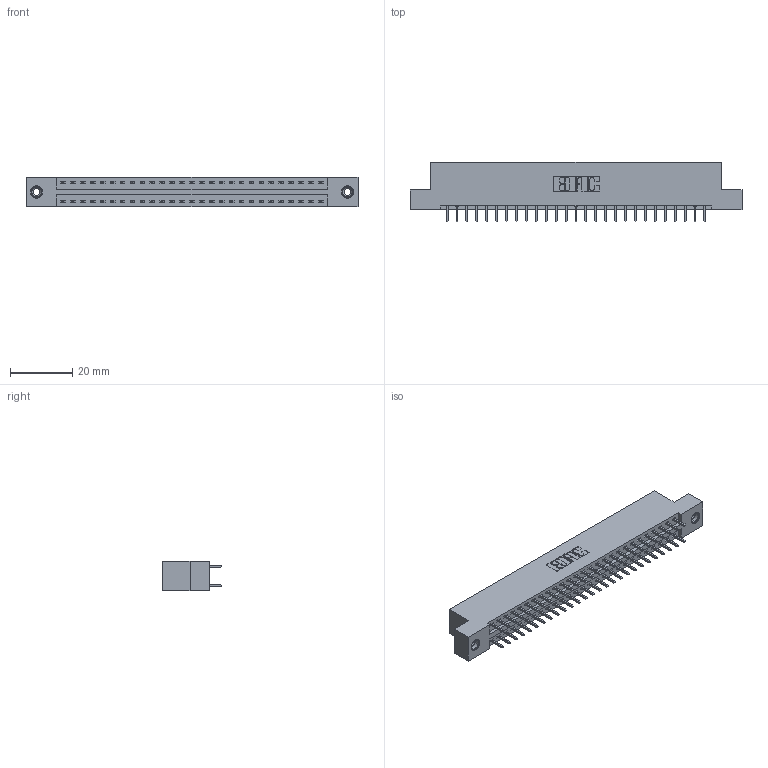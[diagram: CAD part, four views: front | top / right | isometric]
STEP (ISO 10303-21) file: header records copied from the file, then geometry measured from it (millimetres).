
FILE_DESCRIPTION (( 'STEP AP203' ), '1' );
FILE_NAME ('346-054-521-208.STEP', '2022-05-21T02:52:43', ( '' ), ( '' ), 'SwSTEP 2.0', 'SolidWorks 2020', '' );
FILE_SCHEMA (( 'CONFIG_CONTROL_DESIGN' ));
Length unit declared in the file: inch
Products named in the file (4): 345-250-001_345-250-003-102; 346 Part_Flush Mounting Lugs - 0.156 Dia-TI; 345-292-001_345-293-121; 346-054-521-208
Assembly tree (57 placements, depth 2):
  346-054-521-208
    346 Part_Flush Mounting Lugs - 0.156 Dia-TI
    345-292-001_345-293-121  x54
    345-250-001_345-250-003-102  x2
Bounding box: 106.3 x 19.05 x 9.4 mm (x, y, z)
Volume: 10220.4 mm3; surface area: 13684.5 mm2
Topology: 57 solids, 57 shells, 2990 faces, 8835 edges, 5810 vertices
Faces by surface type: plane 1998, cylinder 976, cone 12, torus 4
Entity records: 20844 total; most frequent: CARTESIAN_POINT 3439, ORIENTED_EDGE 3366, DIRECTION 3109, EDGE_CURVE 1683, LINE 1423, VECTOR 1423, VERTEX_POINT 1116, AXIS2_PLACEMENT_3D 843
